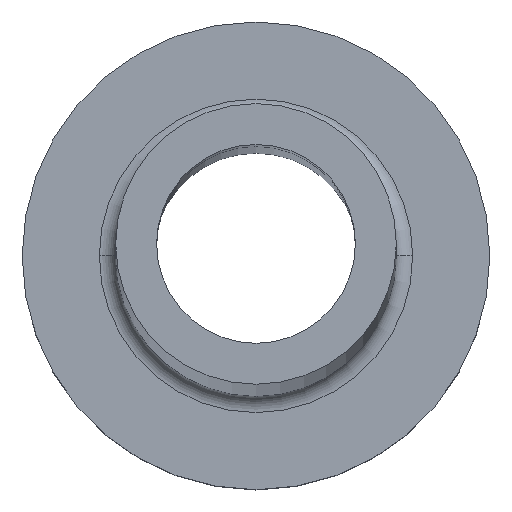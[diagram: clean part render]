
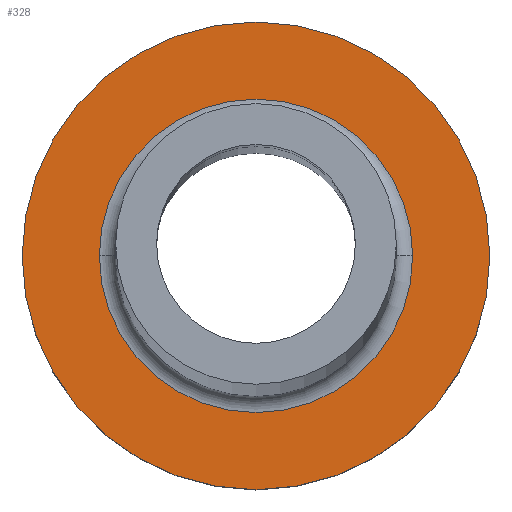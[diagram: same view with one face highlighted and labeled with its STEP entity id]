
A CAD part, top view. The second image highlights one B-rep face of the part: STEP entity #328.
In plain terms, the highlighted planar face has unit normal (0, 0, 1).
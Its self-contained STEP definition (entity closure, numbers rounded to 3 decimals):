
#3 = AXIS2_PLACEMENT_3D ( 'NONE', #272, #17, #56 ) ;
#17 = DIRECTION ( 'NONE',  ( 0., 0., 1. ) ) ;
#21 = DIRECTION ( 'NONE',  ( 1., 0., 0. ) ) ;
#41 = EDGE_LOOP ( 'NONE', ( #458, #250 ) ) ;
#43 = CIRCLE ( 'NONE', #290, 10. ) ;
#46 = VERTEX_POINT ( 'NONE', #139 ) ;
#54 = CARTESIAN_POINT ( 'NONE',  ( 0., 0., 7. ) ) ;
#56 = DIRECTION ( 'NONE',  ( 1., 0., 0. ) ) ;
#60 = FACE_BOUND ( 'NONE', #41, .T. ) ;
#62 = AXIS2_PLACEMENT_3D ( 'NONE', #54, #209, #356 ) ;
#92 = DIRECTION ( 'NONE',  ( 0., 0., -1. ) ) ;
#100 = CARTESIAN_POINT ( 'NONE',  ( 6.7, 0., 7. ) ) ;
#104 = DIRECTION ( 'NONE',  ( 1., 0., 0. ) ) ;
#119 = CIRCLE ( 'NONE', #236, 10. ) ;
#121 = EDGE_CURVE ( 'NONE', #46, #394, #156, .T. ) ;
#129 = CARTESIAN_POINT ( 'NONE',  ( 0., 0., 7. ) ) ;
#139 = CARTESIAN_POINT ( 'NONE',  ( -6.7, 0., 7. ) ) ;
#153 = DIRECTION ( 'NONE',  ( 0., 0., 1. ) ) ;
#156 = CIRCLE ( 'NONE', #62, 6.7 ) ;
#179 = VERTEX_POINT ( 'NONE', #424 ) ;
#209 = DIRECTION ( 'NONE',  ( 0., 0., -1. ) ) ;
#227 = EDGE_CURVE ( 'NONE', #179, #296, #119, .T. ) ;
#236 = AXIS2_PLACEMENT_3D ( 'NONE', #358, #153, #104 ) ;
#238 = CARTESIAN_POINT ( 'NONE',  ( 0., 0., 7. ) ) ;
#250 = ORIENTED_EDGE ( 'NONE', *, *, #121, .T. ) ;
#264 = CARTESIAN_POINT ( 'NONE',  ( 10., 0., 7. ) ) ;
#268 = DIRECTION ( 'NONE',  ( 1., 0., 0. ) ) ;
#270 = DIRECTION ( 'NONE',  ( 0., 0., 1. ) ) ;
#272 = CARTESIAN_POINT ( 'NONE',  ( 0., 0., 7. ) ) ;
#290 = AXIS2_PLACEMENT_3D ( 'NONE', #238, #270, #21 ) ;
#296 = VERTEX_POINT ( 'NONE', #264 ) ;
#328 = ADVANCED_FACE ( 'NONE', ( #60, #411 ), #383, .T. ) ;
#332 = ORIENTED_EDGE ( 'NONE', *, *, #227, .T. ) ;
#347 = ORIENTED_EDGE ( 'NONE', *, *, #370, .T. ) ;
#356 = DIRECTION ( 'NONE',  ( 1., 0., 0. ) ) ;
#358 = CARTESIAN_POINT ( 'NONE',  ( 0., 0., 7. ) ) ;
#370 = EDGE_CURVE ( 'NONE', #296, #179, #43, .T. ) ;
#382 = CIRCLE ( 'NONE', #459, 6.7 ) ;
#383 = PLANE ( 'NONE',  #3 ) ;
#394 = VERTEX_POINT ( 'NONE', #100 ) ;
#397 = EDGE_LOOP ( 'NONE', ( #332, #347 ) ) ;
#411 = FACE_OUTER_BOUND ( 'NONE', #397, .T. ) ;
#424 = CARTESIAN_POINT ( 'NONE',  ( -10., 0., 7. ) ) ;
#442 = EDGE_CURVE ( 'NONE', #394, #46, #382, .T. ) ;
#458 = ORIENTED_EDGE ( 'NONE', *, *, #442, .T. ) ;
#459 = AXIS2_PLACEMENT_3D ( 'NONE', #129, #92, #268 ) ;
